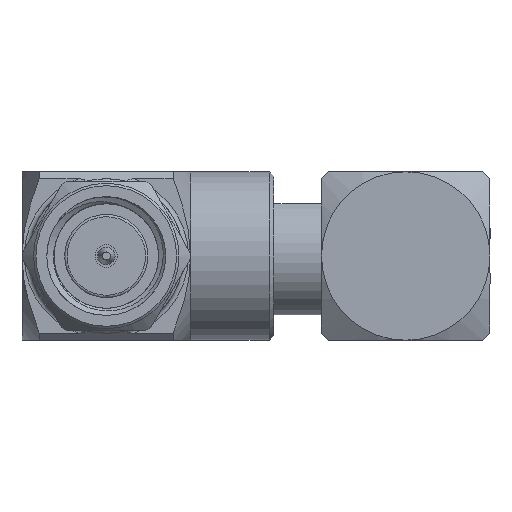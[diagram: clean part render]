
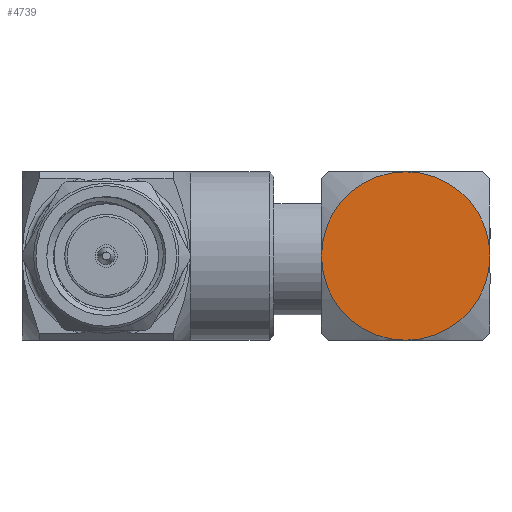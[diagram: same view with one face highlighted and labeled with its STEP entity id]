
A CAD part, left-side view. The second image highlights one B-rep face of the part: STEP entity #4739.
In plain terms, the highlighted planar face has unit normal (-1, 0, 0).
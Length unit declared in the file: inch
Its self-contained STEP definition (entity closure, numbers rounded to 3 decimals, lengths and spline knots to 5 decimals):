
#23 = AXIS2_PLACEMENT_3D ( 'NONE', #3220, #695, #3919 ) ;
#31 = CIRCLE ( 'NONE', #6876, 0.17717 ) ;
#424 = CIRCLE ( 'NONE', #1616, 0.17717 ) ;
#581 = DIRECTION ( 'NONE',  ( -1., 0., 0. ) ) ;
#624 = CARTESIAN_POINT ( 'NONE',  ( 0.55867, -0.4525, 0. ) ) ;
#695 = DIRECTION ( 'NONE',  ( -1., 0., 0. ) ) ;
#742 = ORIENTED_EDGE ( 'NONE', *, *, #7373, .T. ) ;
#1207 = CIRCLE ( 'NONE', #23, 0.17717 ) ;
#1281 = CIRCLE ( 'NONE', #7989, 0.17717 ) ;
#1480 = ORIENTED_EDGE ( 'NONE', *, *, #5349, .T. ) ;
#1616 = AXIS2_PLACEMENT_3D ( 'NONE', #3720, #581, #5588 ) ;
#1718 = CARTESIAN_POINT ( 'NONE',  ( 0.55867, -0.62967, 0. ) ) ;
#2337 = VERTEX_POINT ( 'NONE', #6542 ) ;
#2497 = CARTESIAN_POINT ( 'NONE',  ( 0.55867, -0.4525, -0.17717 ) ) ;
#2543 = PLANE ( 'NONE',  #3005 ) ;
#3005 = AXIS2_PLACEMENT_3D ( 'NONE', #2497, #4295, #6859 ) ;
#3220 = CARTESIAN_POINT ( 'NONE',  ( 0.55867, -0.62967, 0. ) ) ;
#3345 = ORIENTED_EDGE ( 'NONE', *, *, #4042, .T. ) ;
#3394 = ORIENTED_EDGE ( 'NONE', *, *, #4862, .T. ) ;
#3473 = VERTEX_POINT ( 'NONE', #5504 ) ;
#3546 = VERTEX_POINT ( 'NONE', #5177 ) ;
#3720 = CARTESIAN_POINT ( 'NONE',  ( 0.55867, -0.62967, 0. ) ) ;
#3860 = CARTESIAN_POINT ( 'NONE',  ( 0.55867, -0.62967, 0. ) ) ;
#3901 = EDGE_LOOP ( 'NONE', ( #1480, #3345, #3394, #742 ) ) ;
#3919 = DIRECTION ( 'NONE',  ( 0., 0., 1. ) ) ;
#4042 = EDGE_CURVE ( 'NONE', #6358, #2337, #1281, .T. ) ;
#4295 = DIRECTION ( 'NONE',  ( -1., 0., 0. ) ) ;
#4335 = FACE_OUTER_BOUND ( 'NONE', #3901, .T. ) ;
#4739 = ADVANCED_FACE ( 'NONE', ( #4335 ), #2543, .T. ) ;
#4837 = DIRECTION ( 'NONE',  ( 0., 0., 1. ) ) ;
#4862 = EDGE_CURVE ( 'NONE', #2337, #3473, #424, .T. ) ;
#5177 = CARTESIAN_POINT ( 'NONE',  ( 0.55867, -0.62967, 0.17717 ) ) ;
#5349 = EDGE_CURVE ( 'NONE', #3546, #6358, #31, .T. ) ;
#5504 = CARTESIAN_POINT ( 'NONE',  ( 0.55867, -0.80683, 0. ) ) ;
#5569 = DIRECTION ( 'NONE',  ( -1., 0., 0. ) ) ;
#5588 = DIRECTION ( 'NONE',  ( 0., 0., 1. ) ) ;
#5693 = DIRECTION ( 'NONE',  ( 0., 0., 1. ) ) ;
#6358 = VERTEX_POINT ( 'NONE', #624 ) ;
#6364 = DIRECTION ( 'NONE',  ( -1., 0., 0. ) ) ;
#6542 = CARTESIAN_POINT ( 'NONE',  ( 0.55867, -0.62967, -0.17717 ) ) ;
#6859 = DIRECTION ( 'NONE',  ( 0., 0., 1. ) ) ;
#6876 = AXIS2_PLACEMENT_3D ( 'NONE', #1718, #5569, #4837 ) ;
#7373 = EDGE_CURVE ( 'NONE', #3473, #3546, #1207, .T. ) ;
#7989 = AXIS2_PLACEMENT_3D ( 'NONE', #3860, #6364, #5693 ) ;
